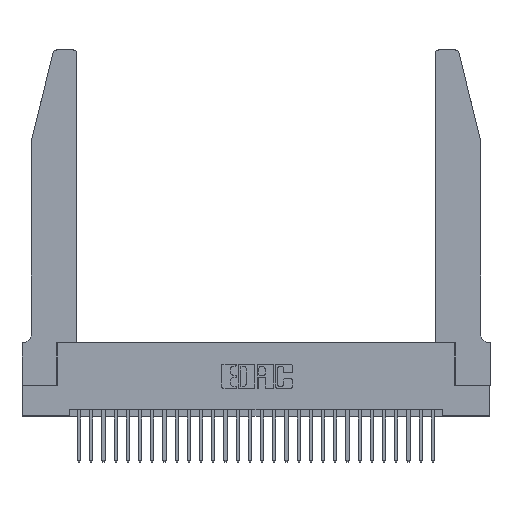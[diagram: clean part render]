
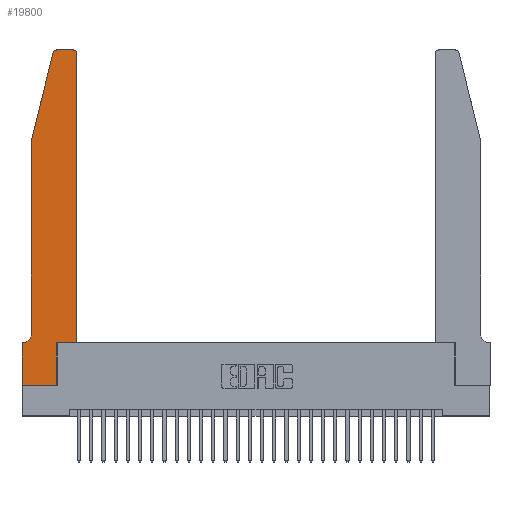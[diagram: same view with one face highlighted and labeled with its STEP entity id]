
A CAD part, top view. The second image highlights one B-rep face of the part: STEP entity #19800.
In plain terms, the highlighted planar face has unit normal (0, 0, 1).
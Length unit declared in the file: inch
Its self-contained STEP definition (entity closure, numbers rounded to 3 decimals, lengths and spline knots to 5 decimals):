
#63 = CARTESIAN_POINT ( 'NONE',  ( 0.284, 2.72, 0.37 ) ) ;
#707 = CARTESIAN_POINT ( 'NONE',  ( 0., 0., 0.37 ) ) ;
#1006 = VERTEX_POINT ( 'NONE', #1231 ) ;
#1231 = CARTESIAN_POINT ( 'NONE',  ( 0.4505, 2.72, 0.37 ) ) ;
#1595 = CARTESIAN_POINT ( 'NONE',  ( 0.0755, 0.35, 0.37 ) ) ;
#1650 = DIRECTION ( 'NONE',  ( 0., 0., 1. ) ) ;
#1661 = CARTESIAN_POINT ( 'NONE',  ( 0., 0.35, 0.37 ) ) ;
#1716 = CARTESIAN_POINT ( 'NONE',  ( 0.4205, 2.72, 0.37 ) ) ;
#1872 = CARTESIAN_POINT ( 'NONE',  ( 0.4205, 2.75, 0.37 ) ) ;
#2290 = LINE ( 'NONE', #29089, #26211 ) ;
#2582 = EDGE_CURVE ( 'NONE', #21366, #9836, #20788, .T. ) ;
#3463 = VERTEX_POINT ( 'NONE', #9288 ) ;
#3633 = VECTOR ( 'NONE', #3973, 39.37008 ) ;
#3973 = DIRECTION ( 'NONE',  ( -1., 0., 0. ) ) ;
#4089 = VERTEX_POINT ( 'NONE', #27181 ) ;
#4350 = LINE ( 'NONE', #1595, #3633 ) ;
#4660 = VECTOR ( 'NONE', #9589, 39.37008 ) ;
#5010 = LINE ( 'NONE', #5138, #24247 ) ;
#5138 = CARTESIAN_POINT ( 'NONE',  ( 0.4505, 0.35, 0.37 ) ) ;
#5371 = EDGE_CURVE ( 'NONE', #9836, #6215, #14050, .T. ) ;
#5496 = CIRCLE ( 'NONE', #12247, 0.03 ) ;
#5559 = DIRECTION ( 'NONE',  ( 1., 0., 0. ) ) ;
#5966 = VECTOR ( 'NONE', #14124, 39.37008 ) ;
#6118 = EDGE_CURVE ( 'NONE', #4089, #22909, #4350, .T. ) ;
#6215 = VERTEX_POINT ( 'NONE', #27589 ) ;
#6465 = CARTESIAN_POINT ( 'NONE',  ( 0.2865, 0.35, 0.37 ) ) ;
#7753 = EDGE_CURVE ( 'NONE', #16537, #3463, #25672, .T. ) ;
#7775 = EDGE_CURVE ( 'NONE', #6215, #1006, #5010, .T. ) ;
#8384 = EDGE_CURVE ( 'NONE', #3463, #4089, #16279, .T. ) ;
#8476 = PLANE ( 'NONE',  #15910 ) ;
#9259 = ORIENTED_EDGE ( 'NONE', *, *, #27598, .T. ) ;
#9288 = CARTESIAN_POINT ( 'NONE',  ( 0.0755, 0.42, 0.37 ) ) ;
#9557 = AXIS2_PLACEMENT_3D ( 'NONE', #63, #28156, #16289 ) ;
#9589 = DIRECTION ( 'NONE',  ( 0., -1., 0. ) ) ;
#9700 = VERTEX_POINT ( 'NONE', #15592 ) ;
#9836 = VERTEX_POINT ( 'NONE', #6465 ) ;
#9902 = EDGE_LOOP ( 'NONE', ( #9259, #21006, #21093, #29696, #28628, #14905, #9924, #22718, #29725, #17499, #16275, #11653 ) ) ;
#9924 = ORIENTED_EDGE ( 'NONE', *, *, #27019, .T. ) ;
#10028 = CARTESIAN_POINT ( 'NONE',  ( 0.0055, 0.42, 0.37 ) ) ;
#10197 = VECTOR ( 'NONE', #26228, 39.37008 ) ;
#11642 = CARTESIAN_POINT ( 'NONE',  ( 0.2865, 0.35, 0.37 ) ) ;
#11653 = ORIENTED_EDGE ( 'NONE', *, *, #12019, .T. ) ;
#11804 = CARTESIAN_POINT ( 'NONE',  ( 0.0755, 2., 0.37 ) ) ;
#12019 = EDGE_CURVE ( 'NONE', #1006, #22367, #5496, .T. ) ;
#12247 = AXIS2_PLACEMENT_3D ( 'NONE', #1716, #25299, #13836 ) ;
#12371 = EDGE_CURVE ( 'NONE', #9700, #16537, #21439, .T. ) ;
#12508 = DIRECTION ( 'NONE',  ( -1., 0., 0. ) ) ;
#13836 = DIRECTION ( 'NONE',  ( 1., 0., 0. ) ) ;
#14050 = LINE ( 'NONE', #26503, #27063 ) ;
#14124 = DIRECTION ( 'NONE',  ( 0., -1., 0. ) ) ;
#14328 = CARTESIAN_POINT ( 'NONE',  ( 0., 0., 0.37 ) ) ;
#14725 = VECTOR ( 'NONE', #21469, 39.37008 ) ;
#14905 = ORIENTED_EDGE ( 'NONE', *, *, #6118, .T. ) ;
#15592 = CARTESIAN_POINT ( 'NONE',  ( 0.25487, 2.72718, 0.37 ) ) ;
#15910 = AXIS2_PLACEMENT_3D ( 'NONE', #22509, #1650, #29244 ) ;
#16275 = ORIENTED_EDGE ( 'NONE', *, *, #7775, .T. ) ;
#16279 = CIRCLE ( 'NONE', #26343, 0.07 ) ;
#16289 = DIRECTION ( 'NONE',  ( 1., 0., 0. ) ) ;
#16537 = VERTEX_POINT ( 'NONE', #11804 ) ;
#16806 = FACE_OUTER_BOUND ( 'NONE', #9902, .T. ) ;
#16832 = DIRECTION ( 'NONE',  ( 0., 1., 0. ) ) ;
#16881 = CARTESIAN_POINT ( 'NONE',  ( 0.0755, 2., 0.37 ) ) ;
#17499 = ORIENTED_EDGE ( 'NONE', *, *, #5371, .T. ) ;
#18768 = CARTESIAN_POINT ( 'NONE',  ( 0.0755, 2., 0.37 ) ) ;
#19264 = CARTESIAN_POINT ( 'NONE',  ( 0.2865, 0., 0.37 ) ) ;
#19800 = ADVANCED_FACE ( 'NONE', ( #16806 ), #8476, .T. ) ;
#19828 = LINE ( 'NONE', #707, #14725 ) ;
#20788 = LINE ( 'NONE', #11642, #10197 ) ;
#21006 = ORIENTED_EDGE ( 'NONE', *, *, #26963, .T. ) ;
#21093 = ORIENTED_EDGE ( 'NONE', *, *, #12371, .T. ) ;
#21366 = VERTEX_POINT ( 'NONE', #19264 ) ;
#21439 = LINE ( 'NONE', #16881, #28275 ) ;
#21469 = DIRECTION ( 'NONE',  ( 1., 0., 0. ) ) ;
#22367 = VERTEX_POINT ( 'NONE', #1872 ) ;
#22509 = CARTESIAN_POINT ( 'NONE',  ( 0., 0.35, 0.37 ) ) ;
#22718 = ORIENTED_EDGE ( 'NONE', *, *, #26430, .T. ) ;
#22909 = VERTEX_POINT ( 'NONE', #1661 ) ;
#23386 = LINE ( 'NONE', #14328, #5966 ) ;
#24247 = VECTOR ( 'NONE', #16832, 39.37008 ) ;
#24342 = DIRECTION ( 'NONE',  ( 0., 0., -1. ) ) ;
#24365 = DIRECTION ( 'NONE',  ( -1., 0., 0. ) ) ;
#24800 = VERTEX_POINT ( 'NONE', #26878 ) ;
#25202 = VERTEX_POINT ( 'NONE', #28376 ) ;
#25299 = DIRECTION ( 'NONE',  ( 0., 0., 1. ) ) ;
#25543 = CIRCLE ( 'NONE', #9557, 0.03 ) ;
#25672 = LINE ( 'NONE', #18768, #4660 ) ;
#26211 = VECTOR ( 'NONE', #24365, 39.37008 ) ;
#26228 = DIRECTION ( 'NONE',  ( 0., 1., 0. ) ) ;
#26343 = AXIS2_PLACEMENT_3D ( 'NONE', #10028, #24342, #12508 ) ;
#26430 = EDGE_CURVE ( 'NONE', #24800, #21366, #19828, .T. ) ;
#26503 = CARTESIAN_POINT ( 'NONE',  ( 0.4505, 0.35, 0.37 ) ) ;
#26639 = DIRECTION ( 'NONE',  ( -0.239, -0.971, 0. ) ) ;
#26878 = CARTESIAN_POINT ( 'NONE',  ( 0., 0., 0.37 ) ) ;
#26963 = EDGE_CURVE ( 'NONE', #25202, #9700, #25543, .T. ) ;
#27019 = EDGE_CURVE ( 'NONE', #22909, #24800, #23386, .T. ) ;
#27063 = VECTOR ( 'NONE', #5559, 39.37008 ) ;
#27181 = CARTESIAN_POINT ( 'NONE',  ( 0.0055, 0.35, 0.37 ) ) ;
#27589 = CARTESIAN_POINT ( 'NONE',  ( 0.4505, 0.35, 0.37 ) ) ;
#27598 = EDGE_CURVE ( 'NONE', #22367, #25202, #2290, .T. ) ;
#28156 = DIRECTION ( 'NONE',  ( 0., 0., 1. ) ) ;
#28275 = VECTOR ( 'NONE', #26639, 39.37008 ) ;
#28376 = CARTESIAN_POINT ( 'NONE',  ( 0.284, 2.75, 0.37 ) ) ;
#28628 = ORIENTED_EDGE ( 'NONE', *, *, #8384, .T. ) ;
#29089 = CARTESIAN_POINT ( 'NONE',  ( 0.2605, 2.75, 0.37 ) ) ;
#29244 = DIRECTION ( 'NONE',  ( 1., 0., 0. ) ) ;
#29696 = ORIENTED_EDGE ( 'NONE', *, *, #7753, .T. ) ;
#29725 = ORIENTED_EDGE ( 'NONE', *, *, #2582, .T. ) ;
